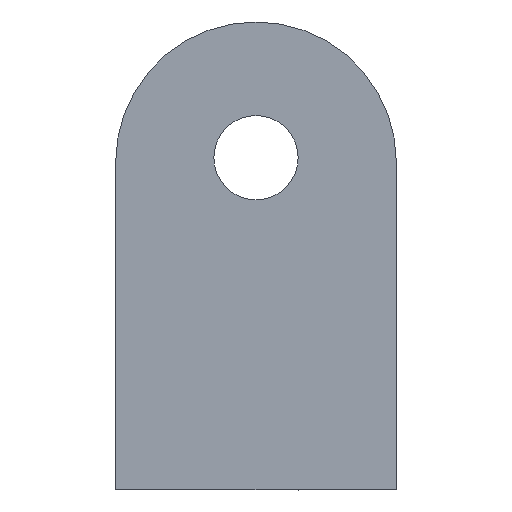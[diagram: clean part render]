
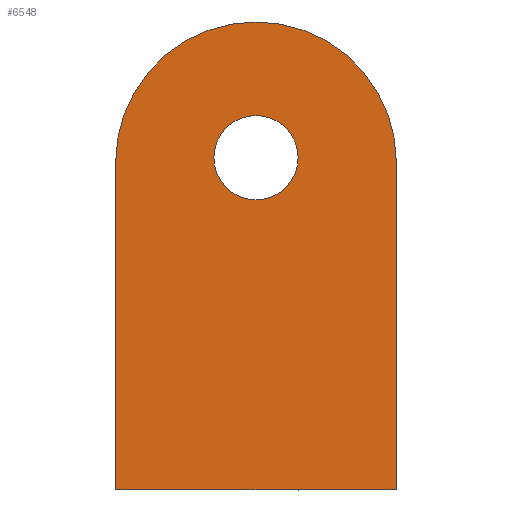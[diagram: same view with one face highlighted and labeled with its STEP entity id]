
A CAD part, left-side view. The second image highlights one B-rep face of the part: STEP entity #6548.
In plain terms, the highlighted planar face has unit normal (-1, 0, 0).
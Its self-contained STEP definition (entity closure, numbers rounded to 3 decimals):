
#125 = CARTESIAN_POINT ( 'NONE',  ( -3., 0., 35. ) ) ;
#317 = ORIENTED_EDGE ( 'NONE', *, *, #10329, .T. ) ;
#686 = CARTESIAN_POINT ( 'NONE',  ( -3., 0., 35. ) ) ;
#875 = EDGE_LOOP ( 'NONE', ( #3095, #1206 ) ) ;
#943 = DIRECTION ( 'NONE',  ( 0., 0., -1. ) ) ;
#1206 = ORIENTED_EDGE ( 'NONE', *, *, #7344, .T. ) ;
#1398 = VERTEX_POINT ( 'NONE', #7313 ) ;
#1617 = ORIENTED_EDGE ( 'NONE', *, *, #8725, .T. ) ;
#1622 = LINE ( 'NONE', #5283, #9314 ) ;
#1721 = AXIS2_PLACEMENT_3D ( 'NONE', #5938, #8577, #10357 ) ;
#1890 = CIRCLE ( 'NONE', #1721, 4.5 ) ;
#2716 = DIRECTION ( 'NONE',  ( 0., 0., 1. ) ) ;
#2793 = CARTESIAN_POINT ( 'NONE',  ( -3., -15., 35. ) ) ;
#2854 = DIRECTION ( 'NONE',  ( 0., -1., 0. ) ) ;
#2870 = DIRECTION ( 'NONE',  ( -1., 0., 0. ) ) ;
#3095 = ORIENTED_EDGE ( 'NONE', *, *, #11263, .T. ) ;
#3149 = DIRECTION ( 'NONE',  ( 0., 0., -1. ) ) ;
#3379 = VERTEX_POINT ( 'NONE', #4113 ) ;
#3561 = VERTEX_POINT ( 'NONE', #2793 ) ;
#3602 = CARTESIAN_POINT ( 'NONE',  ( -3., 15., 0. ) ) ;
#3681 = ORIENTED_EDGE ( 'NONE', *, *, #7724, .T. ) ;
#3837 = VERTEX_POINT ( 'NONE', #4228 ) ;
#3895 = CIRCLE ( 'NONE', #9639, 15. ) ;
#3941 = EDGE_LOOP ( 'NONE', ( #317, #9436, #1617, #3681, #9283 ) ) ;
#4113 = CARTESIAN_POINT ( 'NONE',  ( -3., 0., 40. ) ) ;
#4228 = CARTESIAN_POINT ( 'NONE',  ( -3., 0., 31. ) ) ;
#4381 = CARTESIAN_POINT ( 'NONE',  ( -3., 15., 35. ) ) ;
#4508 = CARTESIAN_POINT ( 'NONE',  ( -3., 0., 50. ) ) ;
#4553 = VERTEX_POINT ( 'NONE', #7978 ) ;
#4656 = DIRECTION ( 'NONE',  ( 0., 0., 1. ) ) ;
#4852 = LINE ( 'NONE', #3602, #9211 ) ;
#5283 = CARTESIAN_POINT ( 'NONE',  ( -3., -15., 0. ) ) ;
#5758 = VERTEX_POINT ( 'NONE', #4508 ) ;
#5938 = CARTESIAN_POINT ( 'NONE',  ( -3., 0., 35.5 ) ) ;
#5971 = EDGE_CURVE ( 'NONE', #5758, #4553, #3895, .T. ) ;
#6185 = PLANE ( 'NONE',  #9566 ) ;
#6298 = DIRECTION ( 'NONE',  ( -1., 0., 0. ) ) ;
#6548 = ADVANCED_FACE ( 'NONE', ( #6902, #7856 ), #6185, .T. ) ;
#6605 = VECTOR ( 'NONE', #943, 1000. ) ;
#6871 = CARTESIAN_POINT ( 'NONE',  ( -3., 15., 0. ) ) ;
#6902 = FACE_BOUND ( 'NONE', #875, .T. ) ;
#7299 = CIRCLE ( 'NONE', #10163, 4.5 ) ;
#7313 = CARTESIAN_POINT ( 'NONE',  ( -3., -15., 0. ) ) ;
#7344 = EDGE_CURVE ( 'NONE', #3379, #3837, #7299, .T. ) ;
#7366 = CARTESIAN_POINT ( 'NONE',  ( -3., 0., 35. ) ) ;
#7724 = EDGE_CURVE ( 'NONE', #10886, #1398, #4852, .T. ) ;
#7856 = FACE_OUTER_BOUND ( 'NONE', #3941, .T. ) ;
#7978 = CARTESIAN_POINT ( 'NONE',  ( -3., 15., 35. ) ) ;
#8577 = DIRECTION ( 'NONE',  ( 1., 0., 0. ) ) ;
#8580 = DIRECTION ( 'NONE',  ( 0., 0., 1. ) ) ;
#8725 = EDGE_CURVE ( 'NONE', #4553, #10886, #8924, .T. ) ;
#8924 = LINE ( 'NONE', #4381, #6605 ) ;
#9211 = VECTOR ( 'NONE', #2854, 1000. ) ;
#9283 = ORIENTED_EDGE ( 'NONE', *, *, #10427, .T. ) ;
#9289 = DIRECTION ( 'NONE',  ( -1., 0., 0. ) ) ;
#9298 = DIRECTION ( 'NONE',  ( 1., 0., 0. ) ) ;
#9314 = VECTOR ( 'NONE', #11371, 1000. ) ;
#9436 = ORIENTED_EDGE ( 'NONE', *, *, #5971, .T. ) ;
#9566 = AXIS2_PLACEMENT_3D ( 'NONE', #125, #6298, #2716 ) ;
#9639 = AXIS2_PLACEMENT_3D ( 'NONE', #7366, #2870, #4656 ) ;
#9740 = AXIS2_PLACEMENT_3D ( 'NONE', #686, #9289, #8580 ) ;
#10005 = CIRCLE ( 'NONE', #9740, 15. ) ;
#10163 = AXIS2_PLACEMENT_3D ( 'NONE', #11066, #9298, #3149 ) ;
#10329 = EDGE_CURVE ( 'NONE', #3561, #5758, #10005, .T. ) ;
#10357 = DIRECTION ( 'NONE',  ( 0., 0., -1. ) ) ;
#10427 = EDGE_CURVE ( 'NONE', #1398, #3561, #1622, .T. ) ;
#10886 = VERTEX_POINT ( 'NONE', #6871 ) ;
#11066 = CARTESIAN_POINT ( 'NONE',  ( -3., 0., 35.5 ) ) ;
#11263 = EDGE_CURVE ( 'NONE', #3837, #3379, #1890, .T. ) ;
#11371 = DIRECTION ( 'NONE',  ( 0., 0., 1. ) ) ;
